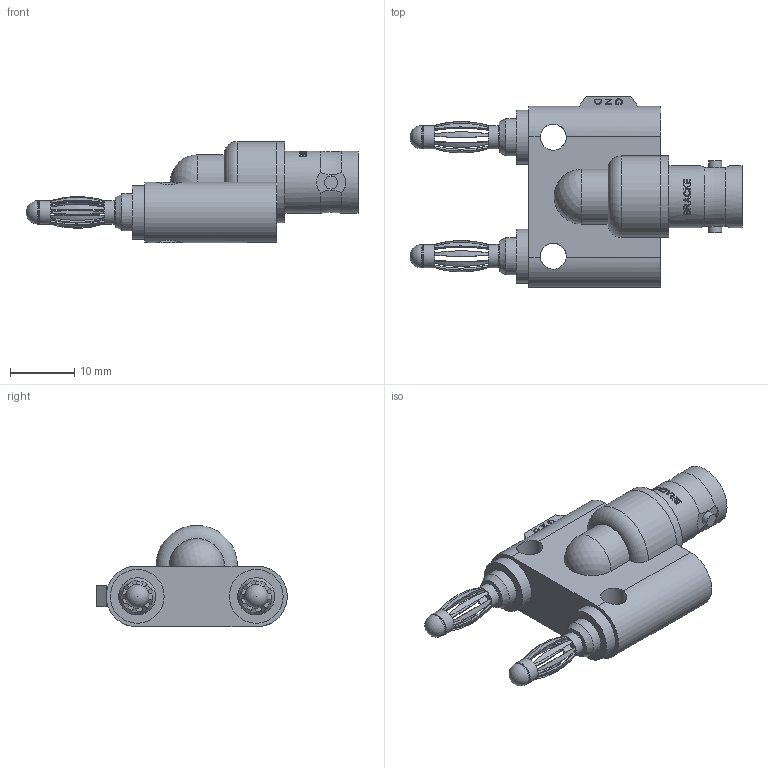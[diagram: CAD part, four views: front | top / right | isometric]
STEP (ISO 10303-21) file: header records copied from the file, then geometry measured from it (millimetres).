
FILE_DESCRIPTION(/* description */ (''),/* implementation_level */ '2;1');
FILE_NAME(/* name */ 'BM50469.step',/* time_stamp */ '2024-03-21T13:31:05-07:00',/* author */ (''),/* organization */ (''),/* preprocessor_version */ 'ST-DEVELOPER v20',/* originating_system */ 'Autodesk Translation Framework v12.20.1.177',/* authorisation */ '');
FILE_SCHEMA (('AUTOMOTIVE_DESIGN { 1 0 10303 214 3 1 1 }'));
Length unit declared in the file: inch
Products named in the file (1): (Unsaved)
Bounding box: 51.73 x 29.72 x 15.75 mm (x, y, z)
Volume: 6183 mm3; surface area: 5491.7 mm2
Topology: 17 solids, 17 shells, 489 faces, 1416 edges, 941 vertices
Faces by surface type: plane 384, cylinder 60, bspline 36, sphere 3, torus 3, cone 3
Full cylindrical faces by diameter (mm): 0.781 x2, 1.246 x1, 1.778 x1, 2.032 x2, 2.083 x2, 2.227 x1, 2.515 x1, 2.889 x4, 3.282 x4, 3.658 x6, 4.064 x6, 4.853 x1, 5.08 x2, 5.791 x2, 8.382 x3, 9.652 x2, 12.7 x1
Entity records: 17703 total; most frequent: CARTESIAN_POINT 4325, DIRECTION 2934, ORIENTED_EDGE 2828, EDGE_CURVE 1414, AXIS2_PLACEMENT_3D 1169, VERTEX_POINT 941, LINE 596, VECTOR 596
